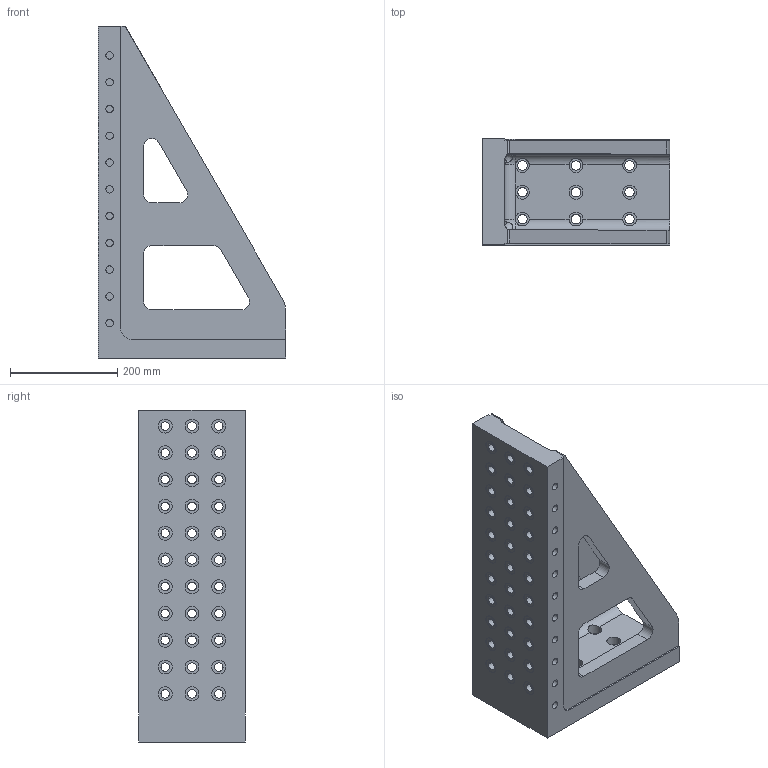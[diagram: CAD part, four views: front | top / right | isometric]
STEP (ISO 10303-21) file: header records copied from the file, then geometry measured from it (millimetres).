
FILE_DESCRIPTION(('STEP AP214'),'1');
FILE_NAME(' ',' ',('TraceParts'),('TraceParts S.A.'),'XStep 1.0',' ',' ');
FILE_SCHEMA(('automotive_design'));
Length unit declared in the file: millimetre
Products named in the file (1): 1
Bounding box: 350 x 198 x 620 mm (x, y, z)
Volume: 10617618 mm3; surface area: 881841.5 mm2
Topology: 1 solids, 1 shells, 355 faces, 862 edges, 568 vertices
Faces by surface type: cylinder 245, plane 102, cone 4, torus 2, sphere 2
Entity records: 21191 total; most frequent: CARTESIAN_POINT 2189, DIRECTION 2058, STYLED_ITEM 1784, PRESENTATION_STYLE_ASSIGNMENT 1784, COLOUR_RGB 1784, ORIENTED_EDGE 1720, EDGE_CURVE 860, CURVE_STYLE 860
